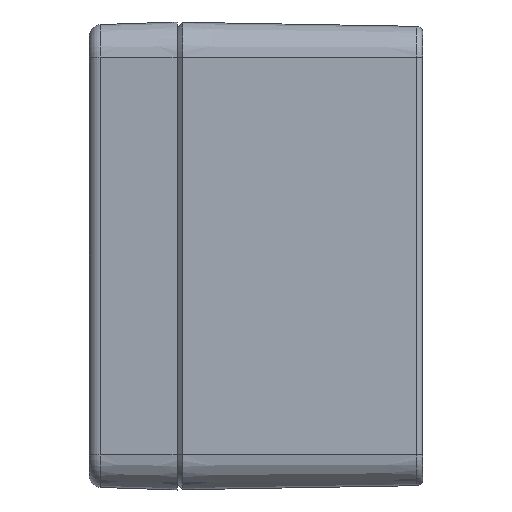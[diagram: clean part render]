
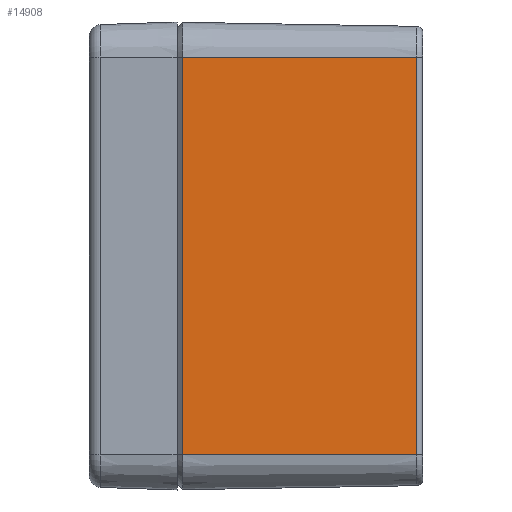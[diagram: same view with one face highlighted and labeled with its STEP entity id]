
A CAD part, left-side view. The second image highlights one B-rep face of the part: STEP entity #14908.
In plain terms, the highlighted planar face has unit normal (-1, -0.018, 0).
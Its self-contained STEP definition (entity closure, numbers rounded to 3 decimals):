
#5239 = VERTEX_POINT ( 'NONE', #31634 ) ;
#5240 = VERTEX_POINT ( 'NONE', #31635 ) ;
#5241 = VERTEX_POINT ( 'NONE', #31636 ) ;
#5242 = VERTEX_POINT ( 'NONE', #31637 ) ;
#7261 = EDGE_LOOP ( 'NONE', ( #28574, #28576, #28575, #28577 ) ) ;
#14908 = ADVANCED_FACE ( 'NONE', ( #32838 ), #34016, .T. ) ;
#16236 = AXIS2_PLACEMENT_3D ( 'NONE', #34017, #34018, #34019 ) ;
#28574 = ORIENTED_EDGE ( 'NONE', *, *, #33416, .T. ) ;
#28575 = ORIENTED_EDGE ( 'NONE', *, *, #33413, .F. ) ;
#28576 = ORIENTED_EDGE ( 'NONE', *, *, #33415, .T. ) ;
#28577 = ORIENTED_EDGE ( 'NONE', *, *, #33417, .T. ) ;
#31634 = CARTESIAN_POINT ( 'NONE',  ( -61.758, -42.517, -34. ) ) ;
#31635 = CARTESIAN_POINT ( 'NONE',  ( -62.456, -2.5, -34. ) ) ;
#31636 = CARTESIAN_POINT ( 'NONE',  ( -61.758, -42.517, 34. ) ) ;
#31637 = CARTESIAN_POINT ( 'NONE',  ( -62.456, -2.5, 34. ) ) ;
#32838 = FACE_OUTER_BOUND ( 'NONE', #7261, .T. ) ;
#33023 = LINE ( 'NONE', #37183, #36289 ) ;
#33024 = LINE ( 'NONE', #37188, #36292 ) ;
#33025 = LINE ( 'NONE', #37190, #36293 ) ;
#33026 = LINE ( 'NONE', #37192, #36295 ) ;
#33413 = EDGE_CURVE ( 'NONE', #5239, #5240, #33023, .T. ) ;
#33415 = EDGE_CURVE ( 'NONE', #5242, #5240, #33024, .T. ) ;
#33416 = EDGE_CURVE ( 'NONE', #5241, #5242, #33025, .T. ) ;
#33417 = EDGE_CURVE ( 'NONE', #5239, #5241, #33026, .T. ) ;
#34016 = PLANE ( 'NONE',  #16236 ) ;
#34017 = CARTESIAN_POINT ( 'NONE',  ( -62.5, 0., -34. ) ) ;
#34018 = DIRECTION ( 'NONE',  ( -1., -0.017, 0. ) ) ;
#34019 = DIRECTION ( 'NONE',  ( 0.017, -1., 0. ) ) ;
#36289 = VECTOR ( 'NONE', #37184, 1000. ) ;
#36292 = VECTOR ( 'NONE', #37189, 1000. ) ;
#36293 = VECTOR ( 'NONE', #37191, 1000. ) ;
#36295 = VECTOR ( 'NONE', #37193, 1000. ) ;
#37183 = CARTESIAN_POINT ( 'NONE',  ( -62.5, 0., -34. ) ) ;
#37184 = DIRECTION ( 'NONE',  ( -0.017, 1., 0. ) ) ;
#37188 = CARTESIAN_POINT ( 'NONE',  ( -62.456, -2.5, -34. ) ) ;
#37189 = DIRECTION ( 'NONE',  ( 0., 0., -1. ) ) ;
#37190 = CARTESIAN_POINT ( 'NONE',  ( -62.5, 0., 34. ) ) ;
#37191 = DIRECTION ( 'NONE',  ( -0.017, 1., 0. ) ) ;
#37192 = CARTESIAN_POINT ( 'NONE',  ( -61.758, -42.517, 34. ) ) ;
#37193 = DIRECTION ( 'NONE',  ( 0., 0., 1. ) ) ;
